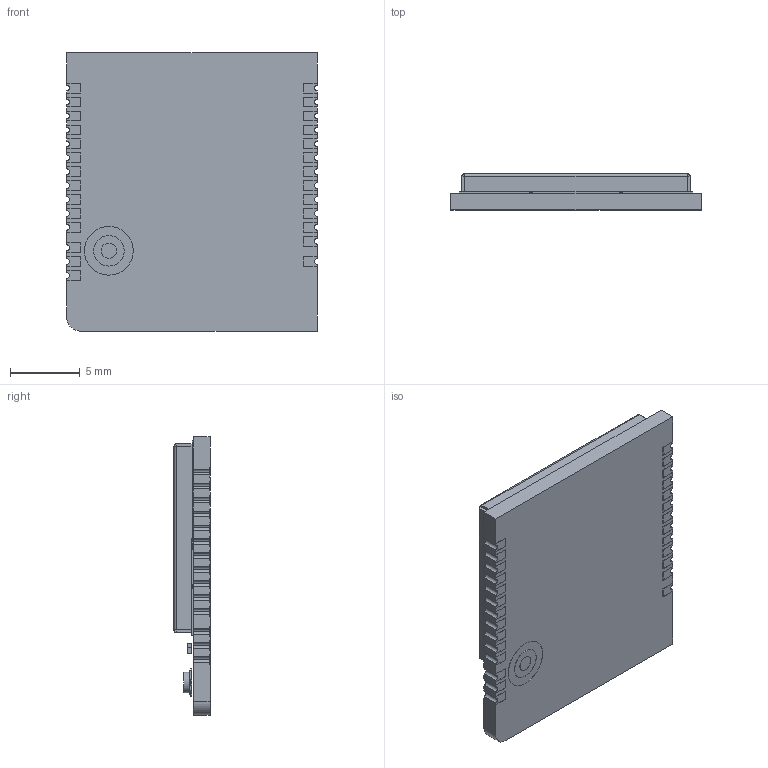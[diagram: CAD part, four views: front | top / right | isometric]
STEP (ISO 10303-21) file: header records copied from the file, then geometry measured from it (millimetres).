
FILE_DESCRIPTION (( 'STEP AP214' ), '1' );
FILE_NAME ('FC41D.STEP', '2023-02-09T21:47:24', ( '' ), ( '' ), 'SwSTEP 2.0', 'SolidWorks 2021', '' );
FILE_SCHEMA (( 'AUTOMOTIVE_DESIGN' ));
Length unit declared in the file: millimetre
Products named in the file (1): FC41D
Bounding box: 18 x 2.6 x 20 mm (x, y, z)
Volume: 515.1 mm3; surface area: 1560 mm2
Topology: 39 solids, 39 shells, 1665 faces, 4379 edges, 2882 vertices
Faces by surface type: plane 1524, cylinder 102, bspline 37, torus 2
Entity records: 52609 total; most frequent: CARTESIAN_POINT 9491, ORIENTED_EDGE 8758, DIRECTION 7762, EDGE_CURVE 4379, VECTOR 4088, LINE 4088, VERTEX_POINT 2882, AXIS2_PLACEMENT_3D 1837
